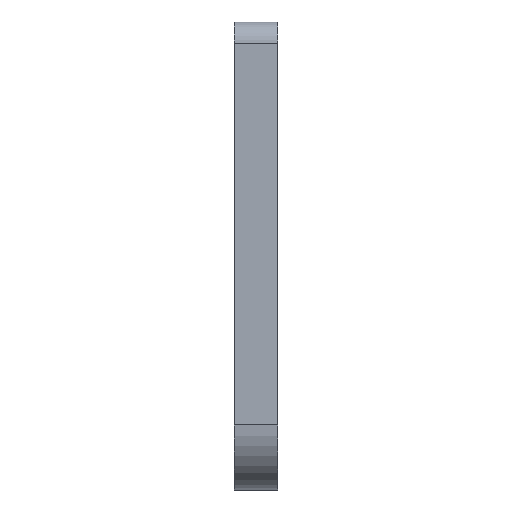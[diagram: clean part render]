
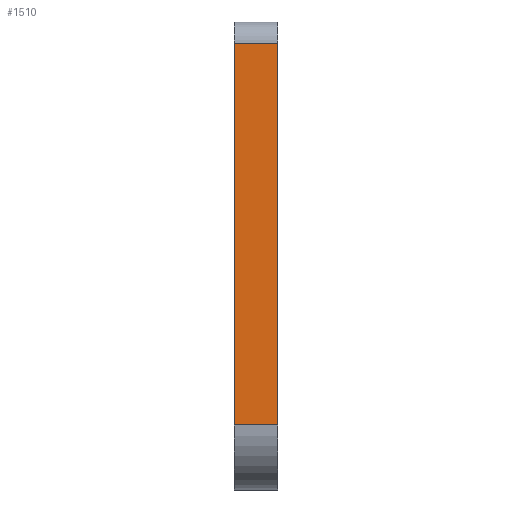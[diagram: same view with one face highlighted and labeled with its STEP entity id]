
A CAD part, top view. The second image highlights one B-rep face of the part: STEP entity #1510.
In plain terms, the highlighted planar face has unit normal (0, 0, 1).
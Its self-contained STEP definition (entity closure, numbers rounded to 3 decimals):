
#1300=CARTESIAN_POINT('Cartesian Point',(17.,88.,25.)) ;
#1307=CARTESIAN_POINT('Cartesian Point',(7.,88.,25.)) ;
#1310=CARTESIAN_POINT('Line Origine',(12.,88.,25.)) ;
#1463=CARTESIAN_POINT('Line Origine',(12.,0.,25.)) ;
#1467=CARTESIAN_POINT('Cartesian Point',(7.,0.,25.)) ;
#1469=CARTESIAN_POINT('Cartesian Point',(17.,0.,25.)) ;
#1489=CARTESIAN_POINT('Axis2P3D Location',(0.,93.,25.)) ;
#1494=CARTESIAN_POINT('Line Origine',(7.,44.,25.)) ;
#1499=CARTESIAN_POINT('Line Origine',(17.,44.,25.)) ;
#1311=DIRECTION('Vector Direction',(1.,0.,0.)) ;
#1464=DIRECTION('Vector Direction',(1.,0.,0.)) ;
#1490=DIRECTION('Axis2P3D Direction',(-0.,0.,1.)) ;
#1491=DIRECTION('Axis2P3D XDirection',(0.,-1.,0.)) ;
#1495=DIRECTION('Vector Direction',(0.,-1.,0.)) ;
#1500=DIRECTION('Vector Direction',(0.,-1.,0.)) ;
#1492=AXIS2_PLACEMENT_3D('Plane Axis2P3D',#1489,#1490,#1491) ;
#1505=ORIENTED_EDGE('Oriented Edge',*,*,#1498,.T.) ;
#1506=ORIENTED_EDGE('Oriented Edge',*,*,#1471,.T.) ;
#1507=ORIENTED_EDGE('Oriented Edge',*,*,#1503,.F.) ;
#1508=ORIENTED_EDGE('Oriented Edge',*,*,#1314,.F.) ;
#1312=VECTOR('Line Direction',#1311,1.) ;
#1465=VECTOR('Line Direction',#1464,1.) ;
#1496=VECTOR('Line Direction',#1495,1.) ;
#1501=VECTOR('Line Direction',#1500,1.) ;
#1510=ADVANCED_FACE('',(#1509),#1493,.T.) ;
#1314=EDGE_CURVE('',#1308,#1301,#1313,.T.) ;
#1471=EDGE_CURVE('',#1468,#1470,#1466,.T.) ;
#1498=EDGE_CURVE('',#1308,#1468,#1497,.T.) ;
#1503=EDGE_CURVE('',#1301,#1470,#1502,.T.) ;
#1504=EDGE_LOOP('Oriented Loop',(#1505,#1506,#1507,#1508)) ;
#1509=FACE_OUTER_BOUND('Face Bound',#1504,.T.) ;
#1313=LINE('Line',#1310,#1312) ;
#1466=LINE('Line',#1463,#1465) ;
#1497=LINE('Line',#1494,#1496) ;
#1502=LINE('Line',#1499,#1501) ;
#1493=PLANE('Plane',#1492) ;
#1301=VERTEX_POINT('Vertex Point',#1300) ;
#1308=VERTEX_POINT('Vertex Point',#1307) ;
#1468=VERTEX_POINT('Vertex Point',#1467) ;
#1470=VERTEX_POINT('Vertex Point',#1469) ;
